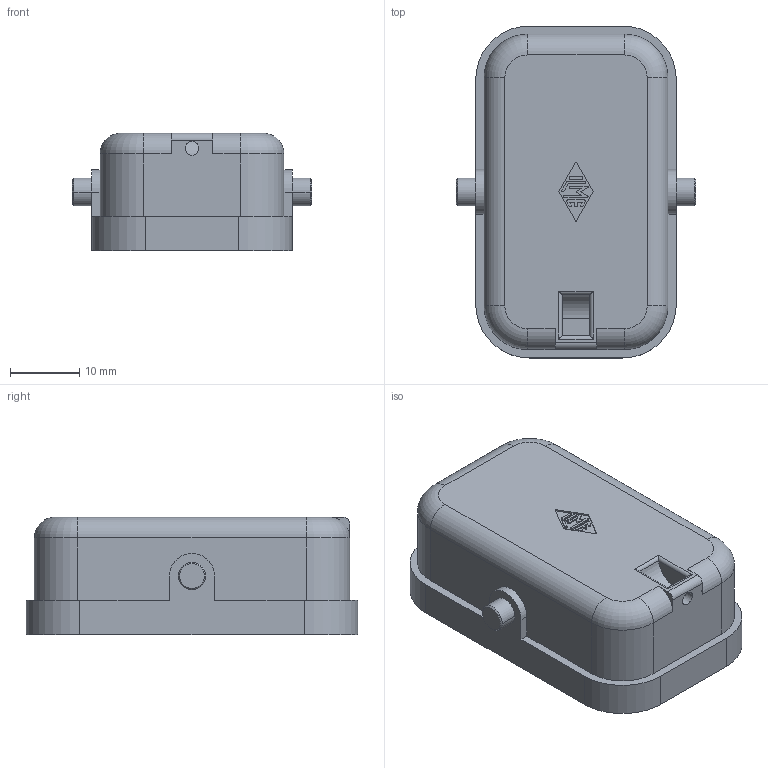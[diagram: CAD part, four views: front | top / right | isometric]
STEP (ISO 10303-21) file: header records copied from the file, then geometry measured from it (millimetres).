
FILE_DESCRIPTION(('CoCreate Modeling STEP Export'),'2;1');
FILE_NAME('CQ 08 C.stp','2009-02-19T 9:25:32',(''),(''),'CoCreate Modeling STEP processor for AP214 (Solid Model)','CoCreate Modeling 16.00A 16-Aug-2008 (C) Parametric Technology GmbH','');
FILE_SCHEMA(('AUTOMOTIVE_DESIGN { 1 0 10303 214 1 1 1 1 }'));
Length unit declared in the file: millimetre
Products named in the file (2): CQ_08_C
Assembly tree (1 placements, depth 2):
  CQ_08_C
    CQ_08_C
Bounding box: 34.6 x 48 x 17 mm (x, y, z)
Volume: 6499.2 mm3; surface area: 8393 mm2
Topology: 1 solids, 1 shells, 170 faces, 438 edges, 282 vertices
Faces by surface type: plane 84, cylinder 74, torus 8, cone 4
Entity records: 6405 total; most frequent: ORIENTED_EDGE 876, CARTESIAN_POINT 875, DIRECTION 855, EDGE_CURVE 438, AXIS2_PLACEMENT_3D 288, VERTEX_POINT 282, VECTOR 279, LINE 279
